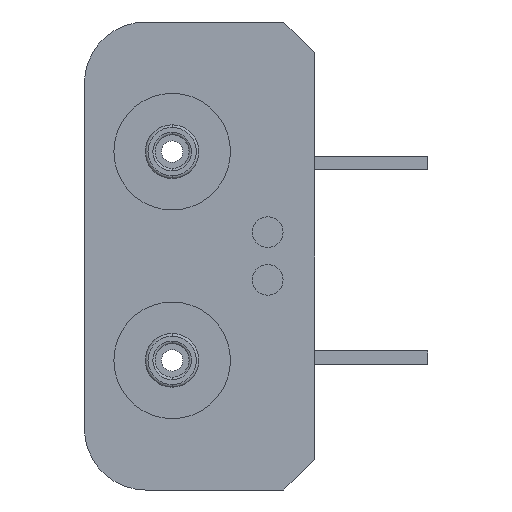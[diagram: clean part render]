
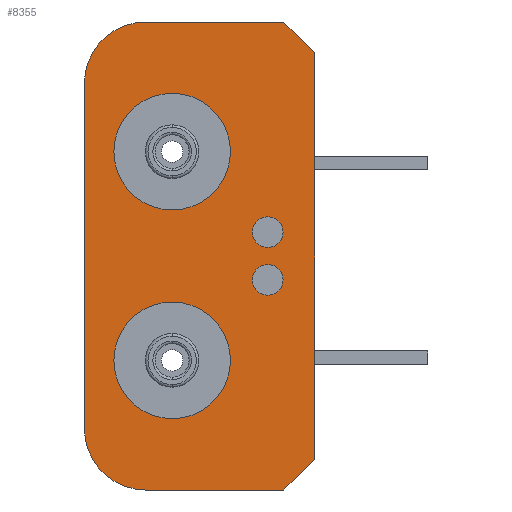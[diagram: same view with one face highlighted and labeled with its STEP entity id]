
A CAD part, left-side view. The second image highlights one B-rep face of the part: STEP entity #8355.
In plain terms, the highlighted planar face has unit normal (-1, 0, 0).
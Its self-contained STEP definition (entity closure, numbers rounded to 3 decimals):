
#75 = CARTESIAN_POINT ( 'NONE',  ( -29., 9.28, 4.625 ) ) ;
#123 = PLANE ( 'NONE',  #8033 ) ;
#131 = DIRECTION ( 'NONE',  ( 0., 0., 1. ) ) ;
#143 = VERTEX_POINT ( 'NONE', #2191 ) ;
#199 = CARTESIAN_POINT ( 'NONE',  ( -29., 11., -7.625 ) ) ;
#261 = CARTESIAN_POINT ( 'NONE',  ( -29., 1.55, 0. ) ) ;
#325 = DIRECTION ( 'NONE',  ( -1., 0., 0. ) ) ;
#335 = EDGE_LOOP ( 'NONE', ( #4186, #3794 ) ) ;
#370 = VERTEX_POINT ( 'NONE', #11229 ) ;
#400 = CARTESIAN_POINT ( 'NONE',  ( -29., 3.05, 9.175 ) ) ;
#430 = DIRECTION ( 'NONE',  ( -1., 0., 0. ) ) ;
#442 = DIRECTION ( 'NONE',  ( 0., 0., 1. ) ) ;
#585 = EDGE_CURVE ( 'NONE', #10309, #8722, #694, .T. ) ;
#591 = AXIS2_PLACEMENT_3D ( 'NONE', #4266, #11708, #5340 ) ;
#617 = VERTEX_POINT ( 'NONE', #10753 ) ;
#642 = CARTESIAN_POINT ( 'NONE',  ( -29., 11., 18.875 ) ) ;
#661 = CIRCLE ( 'NONE', #1768, 1. ) ;
#694 = LINE ( 'NONE', #4474, #10859 ) ;
#740 = DIRECTION ( 'NONE',  ( -1., 0., 0. ) ) ;
#789 = CARTESIAN_POINT ( 'NONE',  ( -29., 0., -5.625 ) ) ;
#794 = AXIS2_PLACEMENT_3D ( 'NONE', #5611, #430, #12066 ) ;
#1050 = ORIENTED_EDGE ( 'NONE', *, *, #12099, .F. ) ;
#1071 = FACE_OUTER_BOUND ( 'NONE', #12777, .T. ) ;
#1603 = VECTOR ( 'NONE', #4449, 1000. ) ;
#1635 = CARTESIAN_POINT ( 'NONE',  ( -29., -2.037, -3.587 ) ) ;
#1768 = AXIS2_PLACEMENT_3D ( 'NONE', #3487, #325, #7781 ) ;
#1865 = CARTESIAN_POINT ( 'NONE',  ( -29., 15., -3.625 ) ) ;
#1906 = CARTESIAN_POINT ( 'NONE',  ( -29., 3.05, 6.075 ) ) ;
#1926 = VERTEX_POINT ( 'NONE', #75 ) ;
#1999 = EDGE_CURVE ( 'NONE', #9384, #7436, #661, .T. ) ;
#2058 = CARTESIAN_POINT ( 'NONE',  ( -29., 9.28, 0.825 ) ) ;
#2154 = CARTESIAN_POINT ( 'NONE',  ( -29., 0., 0. ) ) ;
#2191 = CARTESIAN_POINT ( 'NONE',  ( -29., 2., -7.625 ) ) ;
#2567 = FACE_BOUND ( 'NONE', #6058, .T. ) ;
#2634 = EDGE_CURVE ( 'NONE', #7436, #9384, #12133, .T. ) ;
#2672 = DIRECTION ( 'NONE',  ( 0., 0., -1. ) ) ;
#3105 = DIRECTION ( 'NONE',  ( 0., 0., -1. ) ) ;
#3214 = EDGE_LOOP ( 'NONE', ( #10574, #13267 ) ) ;
#3361 = ORIENTED_EDGE ( 'NONE', *, *, #4107, .T. ) ;
#3422 = CARTESIAN_POINT ( 'NONE',  ( -29., -9.663, 11.213 ) ) ;
#3487 = CARTESIAN_POINT ( 'NONE',  ( -29., 3.05, 9.175 ) ) ;
#3626 = ORIENTED_EDGE ( 'NONE', *, *, #7056, .T. ) ;
#3649 = CIRCLE ( 'NONE', #11701, 1. ) ;
#3753 = LINE ( 'NONE', #3422, #1603 ) ;
#3794 = ORIENTED_EDGE ( 'NONE', *, *, #1999, .F. ) ;
#3896 = FACE_BOUND ( 'NONE', #335, .T. ) ;
#3988 = CIRCLE ( 'NONE', #10246, 4. ) ;
#4047 = VERTEX_POINT ( 'NONE', #789 ) ;
#4089 = VERTEX_POINT ( 'NONE', #12418 ) ;
#4107 = EDGE_CURVE ( 'NONE', #10309, #11603, #3988, .T. ) ;
#4170 = CARTESIAN_POINT ( 'NONE',  ( -29., 11., 22.875 ) ) ;
#4186 = ORIENTED_EDGE ( 'NONE', *, *, #2634, .F. ) ;
#4212 = DIRECTION ( 'NONE',  ( 0., -1., 0. ) ) ;
#4255 = ORIENTED_EDGE ( 'NONE', *, *, #585, .F. ) ;
#4266 = CARTESIAN_POINT ( 'NONE',  ( -29., 9.28, 0.825 ) ) ;
#4364 = VECTOR ( 'NONE', #12741, 1000. ) ;
#4423 = EDGE_CURVE ( 'NONE', #8135, #9057, #6989, .T. ) ;
#4442 = CIRCLE ( 'NONE', #591, 3.8 ) ;
#4449 = DIRECTION ( 'NONE',  ( 0., 0.707, 0.707 ) ) ;
#4474 = CARTESIAN_POINT ( 'NONE',  ( -29., 1.55, 22.875 ) ) ;
#4914 = AXIS2_PLACEMENT_3D ( 'NONE', #6001, #12461, #9244 ) ;
#5026 = EDGE_LOOP ( 'NONE', ( #7416, #7146 ) ) ;
#5099 = EDGE_CURVE ( 'NONE', #5663, #370, #6980, .T. ) ;
#5125 = DIRECTION ( 'NONE',  ( -1., 0., 0. ) ) ;
#5155 = DIRECTION ( 'NONE',  ( -1., 0., 0. ) ) ;
#5340 = DIRECTION ( 'NONE',  ( 0., 0., -1. ) ) ;
#5406 = DIRECTION ( 'NONE',  ( 0., -1., 0. ) ) ;
#5469 = DIRECTION ( 'NONE',  ( 0., 0., 1. ) ) ;
#5548 = AXIS2_PLACEMENT_3D ( 'NONE', #2058, #6281, #3105 ) ;
#5611 = CARTESIAN_POINT ( 'NONE',  ( -29., 9.28, 14.425 ) ) ;
#5663 = VERTEX_POINT ( 'NONE', #11074 ) ;
#5979 = AXIS2_PLACEMENT_3D ( 'NONE', #11851, #7538, #131 ) ;
#5985 = CARTESIAN_POINT ( 'NONE',  ( -29., 3.05, 10.175 ) ) ;
#6001 = CARTESIAN_POINT ( 'NONE',  ( -29., 9.28, 14.425 ) ) ;
#6039 = EDGE_CURVE ( 'NONE', #1926, #9053, #4442, .T. ) ;
#6058 = EDGE_LOOP ( 'NONE', ( #1050, #6687 ) ) ;
#6087 = LINE ( 'NONE', #6877, #11068 ) ;
#6281 = DIRECTION ( 'NONE',  ( 1., 0., 0. ) ) ;
#6591 = CARTESIAN_POINT ( 'NONE',  ( -29., 9.28, -2.975 ) ) ;
#6687 = ORIENTED_EDGE ( 'NONE', *, *, #12688, .F. ) ;
#6877 = CARTESIAN_POINT ( 'NONE',  ( -29., 15., 0. ) ) ;
#6980 = CIRCLE ( 'NONE', #794, 3.8 ) ;
#6989 = CIRCLE ( 'NONE', #5979, 4. ) ;
#7056 = EDGE_CURVE ( 'NONE', #8917, #8722, #3753, .T. ) ;
#7146 = ORIENTED_EDGE ( 'NONE', *, *, #9535, .T. ) ;
#7174 = DIRECTION ( 'NONE',  ( 0., 0., 1. ) ) ;
#7335 = CARTESIAN_POINT ( 'NONE',  ( -29., 15., 18.875 ) ) ;
#7416 = ORIENTED_EDGE ( 'NONE', *, *, #6039, .T. ) ;
#7436 = VERTEX_POINT ( 'NONE', #5985 ) ;
#7538 = DIRECTION ( 'NONE',  ( -1., 0., 0. ) ) ;
#7769 = EDGE_CURVE ( 'NONE', #11603, #8135, #6087, .T. ) ;
#7781 = DIRECTION ( 'NONE',  ( 0., 0., 1. ) ) ;
#7833 = CIRCLE ( 'NONE', #10722, 1. ) ;
#7834 = AXIS2_PLACEMENT_3D ( 'NONE', #400, #10966, #442 ) ;
#8033 = AXIS2_PLACEMENT_3D ( 'NONE', #261, #8771, #5469 ) ;
#8036 = ORIENTED_EDGE ( 'NONE', *, *, #9200, .T. ) ;
#8135 = VERTEX_POINT ( 'NONE', #1865 ) ;
#8228 = FACE_BOUND ( 'NONE', #5026, .T. ) ;
#8259 = EDGE_CURVE ( 'NONE', #9057, #143, #12547, .T. ) ;
#8327 = CARTESIAN_POINT ( 'NONE',  ( -29., 3.05, 6.075 ) ) ;
#8355 = ADVANCED_FACE ( 'NONE', ( #2567, #3896, #1071, #8228, #13534 ), #123, .T. ) ;
#8397 = DIRECTION ( 'NONE',  ( 0., 0., 1. ) ) ;
#8722 = VERTEX_POINT ( 'NONE', #13449 ) ;
#8771 = DIRECTION ( 'NONE',  ( -1., 0., 0. ) ) ;
#8917 = VERTEX_POINT ( 'NONE', #11828 ) ;
#9053 = VERTEX_POINT ( 'NONE', #6591 ) ;
#9057 = VERTEX_POINT ( 'NONE', #199 ) ;
#9107 = ORIENTED_EDGE ( 'NONE', *, *, #9734, .F. ) ;
#9200 = EDGE_CURVE ( 'NONE', #143, #4047, #13523, .T. ) ;
#9244 = DIRECTION ( 'NONE',  ( 0., 0., 1. ) ) ;
#9384 = VERTEX_POINT ( 'NONE', #11355 ) ;
#9535 = EDGE_CURVE ( 'NONE', #9053, #1926, #13335, .T. ) ;
#9734 = EDGE_CURVE ( 'NONE', #8917, #4047, #11684, .T. ) ;
#9881 = VECTOR ( 'NONE', #4212, 1000. ) ;
#10058 = EDGE_CURVE ( 'NONE', #370, #5663, #11673, .T. ) ;
#10135 = DIRECTION ( 'NONE',  ( 0., -0.707, 0.707 ) ) ;
#10246 = AXIS2_PLACEMENT_3D ( 'NONE', #642, #740, #13426 ) ;
#10309 = VERTEX_POINT ( 'NONE', #4170 ) ;
#10574 = ORIENTED_EDGE ( 'NONE', *, *, #5099, .F. ) ;
#10722 = AXIS2_PLACEMENT_3D ( 'NONE', #8327, #5125, #7174 ) ;
#10753 = CARTESIAN_POINT ( 'NONE',  ( -29., 3.05, 5.075 ) ) ;
#10859 = VECTOR ( 'NONE', #5406, 1000. ) ;
#10966 = DIRECTION ( 'NONE',  ( -1., 0., 0. ) ) ;
#11068 = VECTOR ( 'NONE', #2672, 1000. ) ;
#11074 = CARTESIAN_POINT ( 'NONE',  ( -29., 9.28, 18.225 ) ) ;
#11229 = CARTESIAN_POINT ( 'NONE',  ( -29., 9.28, 10.625 ) ) ;
#11355 = CARTESIAN_POINT ( 'NONE',  ( -29., 3.05, 8.175 ) ) ;
#11523 = VECTOR ( 'NONE', #10135, 1000. ) ;
#11603 = VERTEX_POINT ( 'NONE', #7335 ) ;
#11673 = CIRCLE ( 'NONE', #4914, 3.8 ) ;
#11684 = LINE ( 'NONE', #2154, #4364 ) ;
#11701 = AXIS2_PLACEMENT_3D ( 'NONE', #1906, #5155, #8397 ) ;
#11708 = DIRECTION ( 'NONE',  ( 1., 0., 0. ) ) ;
#11828 = CARTESIAN_POINT ( 'NONE',  ( -29., 0., 20.875 ) ) ;
#11851 = CARTESIAN_POINT ( 'NONE',  ( -29., 11., -3.625 ) ) ;
#12066 = DIRECTION ( 'NONE',  ( 0., 0., 1. ) ) ;
#12099 = EDGE_CURVE ( 'NONE', #4089, #617, #7833, .T. ) ;
#12133 = CIRCLE ( 'NONE', #7834, 1. ) ;
#12418 = CARTESIAN_POINT ( 'NONE',  ( -29., 3.05, 7.075 ) ) ;
#12461 = DIRECTION ( 'NONE',  ( -1., 0., 0. ) ) ;
#12547 = LINE ( 'NONE', #12718, #9881 ) ;
#12688 = EDGE_CURVE ( 'NONE', #617, #4089, #3649, .T. ) ;
#12718 = CARTESIAN_POINT ( 'NONE',  ( -29., 1.55, -7.625 ) ) ;
#12741 = DIRECTION ( 'NONE',  ( 0., 0., -1. ) ) ;
#12777 = EDGE_LOOP ( 'NONE', ( #4255, #3361, #13716, #12916, #13427, #8036, #9107, #3626 ) ) ;
#12916 = ORIENTED_EDGE ( 'NONE', *, *, #4423, .T. ) ;
#13267 = ORIENTED_EDGE ( 'NONE', *, *, #10058, .F. ) ;
#13335 = CIRCLE ( 'NONE', #5548, 3.8 ) ;
#13426 = DIRECTION ( 'NONE',  ( 0., 0., 1. ) ) ;
#13427 = ORIENTED_EDGE ( 'NONE', *, *, #8259, .T. ) ;
#13449 = CARTESIAN_POINT ( 'NONE',  ( -29., 2., 22.875 ) ) ;
#13523 = LINE ( 'NONE', #1635, #11523 ) ;
#13534 = FACE_BOUND ( 'NONE', #3214, .T. ) ;
#13716 = ORIENTED_EDGE ( 'NONE', *, *, #7769, .T. ) ;
